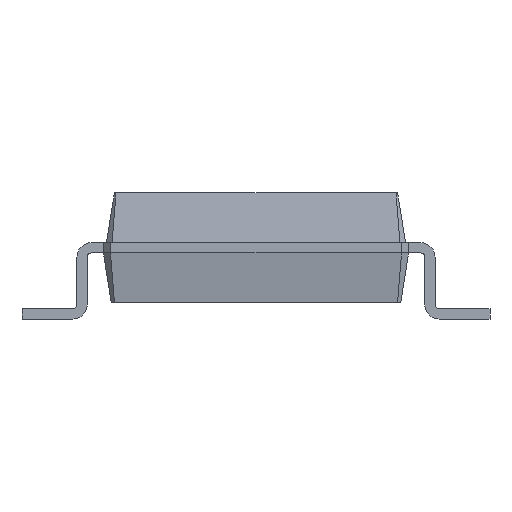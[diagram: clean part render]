
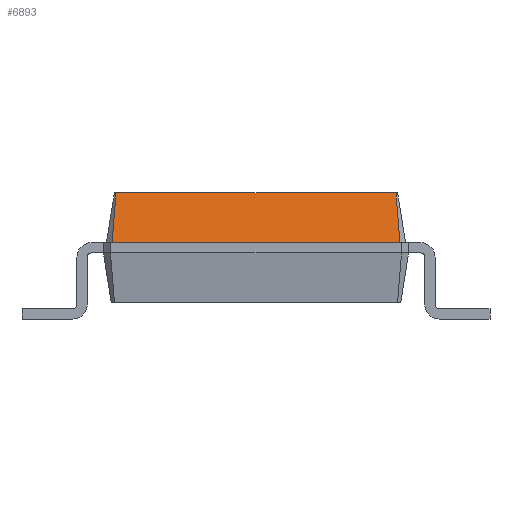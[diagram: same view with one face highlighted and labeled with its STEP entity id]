
A CAD part, left-side view. The second image highlights one B-rep face of the part: STEP entity #6893.
In plain terms, the highlighted free-form (B-spline) face has degree [1, 1] with [2, 2] control points.
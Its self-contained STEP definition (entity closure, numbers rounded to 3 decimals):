
#2748 = B_SPLINE_SURFACE_WITH_KNOTS('',1,1,(
    (#2749,#2750)
    ,(#2751,#2752
    )),.UNSPECIFIED.,.F.,.F.,.F.,(2,2),(2,2),(0.,0.194),(0.,1.)
  ,.PIECEWISE_BEZIER_KNOTS.);
#2749 = CARTESIAN_POINT('',(-2.713,-3.675,1.875));
#2750 = CARTESIAN_POINT('',(-2.615,-3.481,3.1));
#2751 = CARTESIAN_POINT('',(-2.85,-3.538,1.875));
#2752 = CARTESIAN_POINT('',(-2.656,-3.44,3.1));
#2775 = PLANE('',#2776);
#2776 = AXIS2_PLACEMENT_3D('',#2777,#2778,#2779);
#2777 = CARTESIAN_POINT('',(-2.656,-3.44,3.1));
#2778 = DIRECTION('',(0.,0.,-1.));
#2779 = DIRECTION('',(0.606,0.796,0.));
#5235 = EDGE_CURVE('',#5236,#5238,#5240,.T.);
#5236 = VERTEX_POINT('',#5237);
#5237 = CARTESIAN_POINT('',(-2.656,-3.44,3.1));
#5238 = VERTEX_POINT('',#5239);
#5239 = CARTESIAN_POINT('',(-2.656,3.44,3.1));
#5240 = SURFACE_CURVE('',#5241,(#5245,#5252),.PCURVE_S1.);
#5241 = LINE('',#5242,#5243);
#5242 = CARTESIAN_POINT('',(-2.656,-3.44,3.1));
#5243 = VECTOR('',#5244,1.);
#5244 = DIRECTION('',(0.,1.,0.));
#5245 = PCURVE('',#2775,#5246);
#5246 = DEFINITIONAL_REPRESENTATION('',(#5247),#5251);
#5247 = LINE('',#5248,#5249);
#5248 = CARTESIAN_POINT('',(0.,0.));
#5249 = VECTOR('',#5250,1.);
#5250 = DIRECTION('',(0.796,-0.606));
#5251 = ( GEOMETRIC_REPRESENTATION_CONTEXT(2) 
PARAMETRIC_REPRESENTATION_CONTEXT() REPRESENTATION_CONTEXT('2D SPACE',''
  ) );
#5252 = PCURVE('',#5253,#5258);
#5253 = B_SPLINE_SURFACE_WITH_KNOTS('',1,1,(
    (#5254,#5255)
    ,(#5256,#5257
    )),.UNSPECIFIED.,.F.,.F.,.F.,(2,2),(2,2),(0.,7.075),(0.,1.),
  .PIECEWISE_BEZIER_KNOTS.);
#5254 = CARTESIAN_POINT('',(-2.85,-3.538,1.875));
#5255 = CARTESIAN_POINT('',(-2.656,-3.44,3.1));
#5256 = CARTESIAN_POINT('',(-2.85,3.538,1.875));
#5257 = CARTESIAN_POINT('',(-2.656,3.44,3.1));
#5258 = DEFINITIONAL_REPRESENTATION('',(#5259),#5262);
#5259 = B_SPLINE_CURVE_WITH_KNOTS('',1,(#5260,#5261),.UNSPECIFIED.,.F.,
  .F.,(2,2),(0.,6.881),.PIECEWISE_BEZIER_KNOTS.);
#5260 = CARTESIAN_POINT('',(0.,1.));
#5261 = CARTESIAN_POINT('',(7.075,1.));
#5262 = ( GEOMETRIC_REPRESENTATION_CONTEXT(2) 
PARAMETRIC_REPRESENTATION_CONTEXT() REPRESENTATION_CONTEXT('2D SPACE',''
  ) );
#5280 = B_SPLINE_SURFACE_WITH_KNOTS('',1,1,(
    (#5281,#5282)
    ,(#5283,#5284
    )),.UNSPECIFIED.,.F.,.F.,.F.,(2,2),(2,2),(0.,0.194),(0.,1.)
  ,.PIECEWISE_BEZIER_KNOTS.);
#5281 = CARTESIAN_POINT('',(-2.85,3.538,1.875));
#5282 = CARTESIAN_POINT('',(-2.656,3.44,3.1));
#5283 = CARTESIAN_POINT('',(-2.713,3.675,1.875));
#5284 = CARTESIAN_POINT('',(-2.615,3.481,3.1));
#5426 = VERTEX_POINT('',#5427);
#5427 = CARTESIAN_POINT('',(-2.85,-3.538,1.875));
#5447 = EDGE_CURVE('',#5426,#5236,#5448,.T.);
#5448 = SURFACE_CURVE('',#5449,(#5452,#5459),.PCURVE_S1.);
#5449 = B_SPLINE_CURVE_WITH_KNOTS('',1,(#5450,#5451),.UNSPECIFIED.,.F.,
  .F.,(2,2),(0.,1.),.PIECEWISE_BEZIER_KNOTS.);
#5450 = CARTESIAN_POINT('',(-2.85,-3.538,1.875));
#5451 = CARTESIAN_POINT('',(-2.656,-3.44,3.1));
#5452 = PCURVE('',#2748,#5453);
#5453 = DEFINITIONAL_REPRESENTATION('',(#5454),#5458);
#5454 = LINE('',#5455,#5456);
#5455 = CARTESIAN_POINT('',(0.194,0.));
#5456 = VECTOR('',#5457,1.);
#5457 = DIRECTION('',(0.,1.));
#5458 = ( GEOMETRIC_REPRESENTATION_CONTEXT(2) 
PARAMETRIC_REPRESENTATION_CONTEXT() REPRESENTATION_CONTEXT('2D SPACE',''
  ) );
#5459 = PCURVE('',#5253,#5460);
#5460 = DEFINITIONAL_REPRESENTATION('',(#5461),#5465);
#5461 = LINE('',#5462,#5463);
#5462 = CARTESIAN_POINT('',(0.,0.));
#5463 = VECTOR('',#5464,1.);
#5464 = DIRECTION('',(0.,1.));
#5465 = ( GEOMETRIC_REPRESENTATION_CONTEXT(2) 
PARAMETRIC_REPRESENTATION_CONTEXT() REPRESENTATION_CONTEXT('2D SPACE',''
  ) );
#5761 = B_SPLINE_SURFACE_WITH_KNOTS('',1,1,(
    (#5762,#5763)
    ,(#5764,#5765
    )),.UNSPECIFIED.,.F.,.F.,.F.,(2,2),(2,2),(0.,7.15),(0.,1.),
  .PIECEWISE_BEZIER_KNOTS.);
#5762 = CARTESIAN_POINT('',(-2.925,-3.575,1.875));
#5763 = CARTESIAN_POINT('',(-2.85,-3.538,1.875));
#5764 = CARTESIAN_POINT('',(-2.925,3.575,1.875));
#5765 = CARTESIAN_POINT('',(-2.85,3.538,1.875));
#6893 = ADVANCED_FACE('',(#6894),#5253,.F.);
#6894 = FACE_BOUND('',#6895,.F.);
#6895 = EDGE_LOOP('',(#6896,#6918,#6938,#6939));
#6896 = ORIENTED_EDGE('',*,*,#6897,.T.);
#6897 = EDGE_CURVE('',#5426,#6898,#6900,.T.);
#6898 = VERTEX_POINT('',#6899);
#6899 = CARTESIAN_POINT('',(-2.85,3.538,1.875));
#6900 = SURFACE_CURVE('',#6901,(#6905,#6912),.PCURVE_S1.);
#6901 = LINE('',#6902,#6903);
#6902 = CARTESIAN_POINT('',(-2.85,-3.538,1.875));
#6903 = VECTOR('',#6904,1.);
#6904 = DIRECTION('',(0.,1.,0.));
#6905 = PCURVE('',#5253,#6906);
#6906 = DEFINITIONAL_REPRESENTATION('',(#6907),#6911);
#6907 = LINE('',#6908,#6909);
#6908 = CARTESIAN_POINT('',(0.,0.));
#6909 = VECTOR('',#6910,1.);
#6910 = DIRECTION('',(1.,0.));
#6911 = ( GEOMETRIC_REPRESENTATION_CONTEXT(2) 
PARAMETRIC_REPRESENTATION_CONTEXT() REPRESENTATION_CONTEXT('2D SPACE',''
  ) );
#6912 = PCURVE('',#5761,#6913);
#6913 = DEFINITIONAL_REPRESENTATION('',(#6914),#6917);
#6914 = B_SPLINE_CURVE_WITH_KNOTS('',1,(#6915,#6916),.UNSPECIFIED.,.F.,
  .F.,(2,2),(0.,7.075),.PIECEWISE_BEZIER_KNOTS.);
#6915 = CARTESIAN_POINT('',(0.,1.));
#6916 = CARTESIAN_POINT('',(7.15,1.));
#6917 = ( GEOMETRIC_REPRESENTATION_CONTEXT(2) 
PARAMETRIC_REPRESENTATION_CONTEXT() REPRESENTATION_CONTEXT('2D SPACE',''
  ) );
#6918 = ORIENTED_EDGE('',*,*,#6919,.T.);
#6919 = EDGE_CURVE('',#6898,#5238,#6920,.T.);
#6920 = SURFACE_CURVE('',#6921,(#6924,#6931),.PCURVE_S1.);
#6921 = B_SPLINE_CURVE_WITH_KNOTS('',1,(#6922,#6923),.UNSPECIFIED.,.F.,
  .F.,(2,2),(0.,1.),.PIECEWISE_BEZIER_KNOTS.);
#6922 = CARTESIAN_POINT('',(-2.85,3.538,1.875));
#6923 = CARTESIAN_POINT('',(-2.656,3.44,3.1));
#6924 = PCURVE('',#5253,#6925);
#6925 = DEFINITIONAL_REPRESENTATION('',(#6926),#6930);
#6926 = LINE('',#6927,#6928);
#6927 = CARTESIAN_POINT('',(7.075,0.));
#6928 = VECTOR('',#6929,1.);
#6929 = DIRECTION('',(0.,1.));
#6930 = ( GEOMETRIC_REPRESENTATION_CONTEXT(2) 
PARAMETRIC_REPRESENTATION_CONTEXT() REPRESENTATION_CONTEXT('2D SPACE',''
  ) );
#6931 = PCURVE('',#5280,#6932);
#6932 = DEFINITIONAL_REPRESENTATION('',(#6933),#6937);
#6933 = LINE('',#6934,#6935);
#6934 = CARTESIAN_POINT('',(0.,0.));
#6935 = VECTOR('',#6936,1.);
#6936 = DIRECTION('',(0.,1.));
#6937 = ( GEOMETRIC_REPRESENTATION_CONTEXT(2) 
PARAMETRIC_REPRESENTATION_CONTEXT() REPRESENTATION_CONTEXT('2D SPACE',''
  ) );
#6938 = ORIENTED_EDGE('',*,*,#5235,.F.);
#6939 = ORIENTED_EDGE('',*,*,#5447,.F.);
